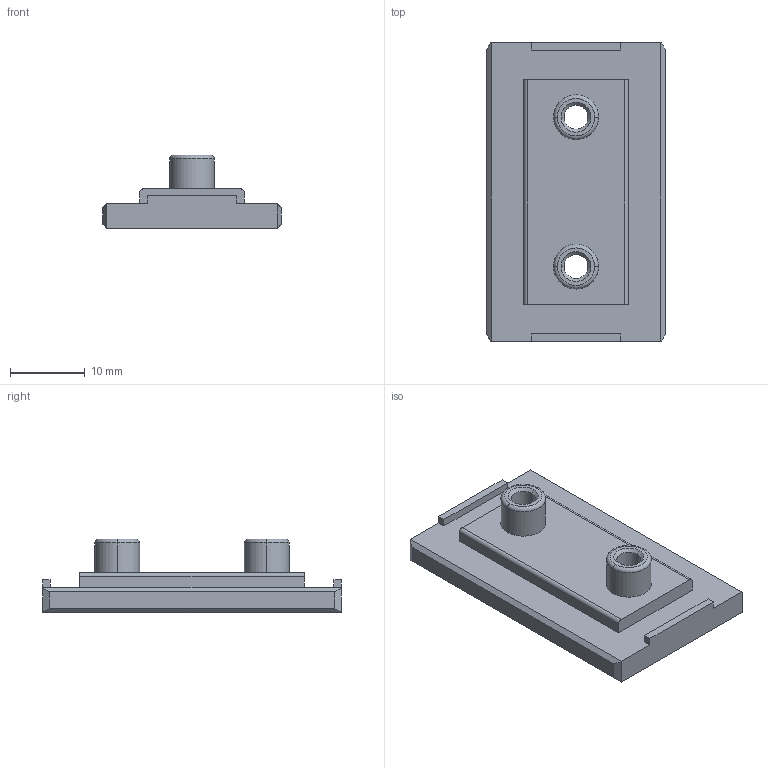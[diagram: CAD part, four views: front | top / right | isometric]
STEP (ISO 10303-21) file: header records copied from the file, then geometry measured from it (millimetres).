
FILE_DESCRIPTION (( 'STEP AP214' ), '1' );
FILE_NAME ('Transept Giltec-C2PGM30.STEP', '2018-01-30T07:27:16', ( '' ), ( '' ), 'SwSTEP 2.0', 'SolidWorks 2018', '' );
FILE_SCHEMA (( 'AUTOMOTIVE_DESIGN' ));
Length unit declared in the file: millimetre
Products named in the file (1): Transept Giltec-C2PGM30
Bounding box: 23.9 x 40 x 9.85 mm (x, y, z)
Volume: 3403.3 mm3; surface area: 3222.7 mm2
Topology: 1 solids, 1 shells, 74 faces, 182 edges, 116 vertices
Faces by surface type: plane 47, cylinder 15, cone 8, torus 4
Entity records: 2613 total; most frequent: DIRECTION 378, CARTESIAN_POINT 373, ORIENTED_EDGE 364, EDGE_CURVE 182, LINE 136, VECTOR 136, AXIS2_PLACEMENT_3D 121, VERTEX_POINT 116
